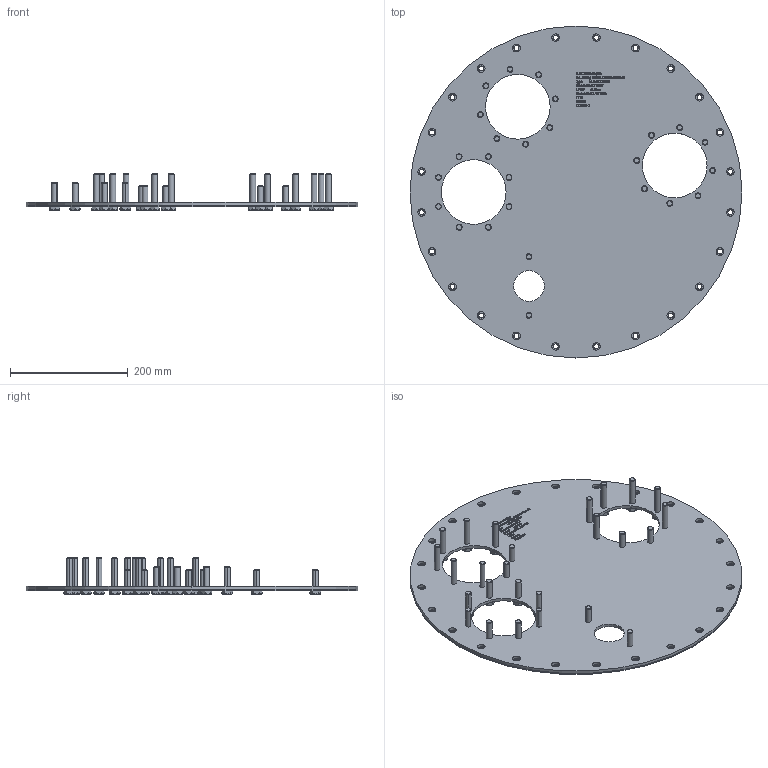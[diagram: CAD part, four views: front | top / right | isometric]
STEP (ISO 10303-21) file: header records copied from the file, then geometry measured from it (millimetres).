
FILE_DESCRIPTION (( 'STEP AP214' ), '1' );
FILE_NAME ('MANCOV205_252643.STEP', '2012-08-23T08:00:26', ( 'Admin2' ), ( '' ), 'SwSTEP 2.0', 'SolidWorks 2010', '' );
FILE_SCHEMA (( 'AUTOMOTIVE_DESIGN' ));
Length unit declared in the file: millimetre
Products named in the file (1): MANCOV205_252643
Bounding box: 565 x 565 x 61.4 mm (x, y, z)
Surface area: 624548 mm2 (no closed solid volume)
Topology: 0 solids, 138 shells, 877 faces, 3761 edges, 2961 vertices
Faces by surface type: plane 358, cylinder 266, cone 194, bspline 59
Entity records: 60747 total; most frequent: CARTESIAN_POINT 22295, DIRECTION 5270, ORIENTED_EDGE 5203, EDGE_CURVE 3761, VERTEX_POINT 2961, LINE 1800, VECTOR 1800, AXIS2_PLACEMENT_3D 1735
